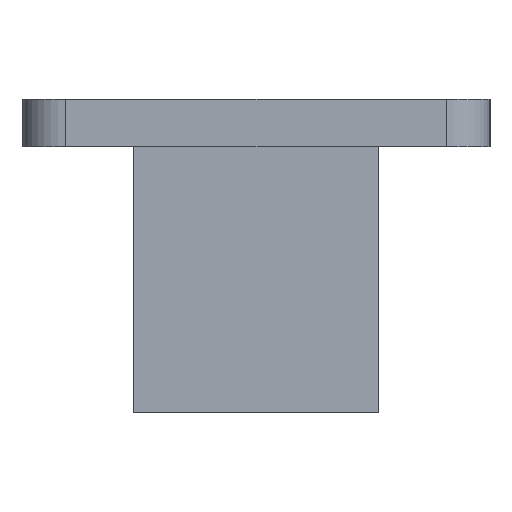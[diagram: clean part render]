
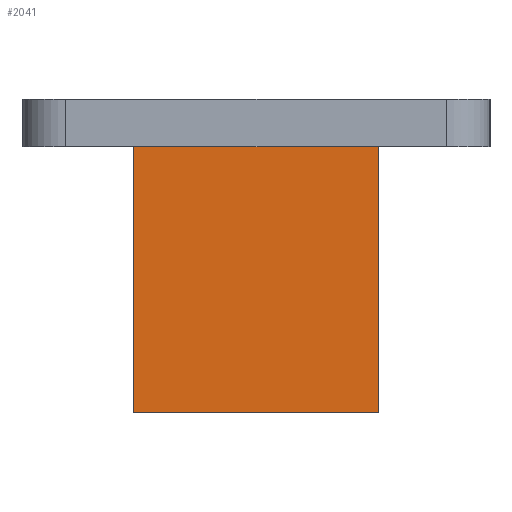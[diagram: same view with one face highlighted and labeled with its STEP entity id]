
A CAD part, left-side view. The second image highlights one B-rep face of the part: STEP entity #2041.
In plain terms, the highlighted planar face has unit normal (-1, 0, 0).
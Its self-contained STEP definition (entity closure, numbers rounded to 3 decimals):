
#2016 = VERTEX_POINT('',#2017);
#2017 = CARTESIAN_POINT('',(-4.2,-4.2,9.1));
#2023 = EDGE_CURVE('',#2024,#2016,#2026,.T.);
#2024 = VERTEX_POINT('',#2025);
#2025 = CARTESIAN_POINT('',(-4.2,-4.2,0.));
#2026 = LINE('',#2027,#2028);
#2027 = CARTESIAN_POINT('',(-4.2,-4.2,0.));
#2028 = VECTOR('',#2029,1.);
#2029 = DIRECTION('',(0.,0.,1.));
#2041 = ADVANCED_FACE('',(#2042),#2067,.T.);
#2042 = FACE_BOUND('',#2043,.T.);
#2043 = EDGE_LOOP('',(#2044,#2045,#2053,#2061));
#2044 = ORIENTED_EDGE('',*,*,#2023,.T.);
#2045 = ORIENTED_EDGE('',*,*,#2046,.T.);
#2046 = EDGE_CURVE('',#2016,#2047,#2049,.T.);
#2047 = VERTEX_POINT('',#2048);
#2048 = CARTESIAN_POINT('',(-4.2,4.2,9.1));
#2049 = LINE('',#2050,#2051);
#2050 = CARTESIAN_POINT('',(-4.2,-4.2,9.1));
#2051 = VECTOR('',#2052,1.);
#2052 = DIRECTION('',(0.,1.,0.));
#2053 = ORIENTED_EDGE('',*,*,#2054,.F.);
#2054 = EDGE_CURVE('',#2055,#2047,#2057,.T.);
#2055 = VERTEX_POINT('',#2056);
#2056 = CARTESIAN_POINT('',(-4.2,4.2,0.));
#2057 = LINE('',#2058,#2059);
#2058 = CARTESIAN_POINT('',(-4.2,4.2,0.));
#2059 = VECTOR('',#2060,1.);
#2060 = DIRECTION('',(0.,0.,1.));
#2061 = ORIENTED_EDGE('',*,*,#2062,.F.);
#2062 = EDGE_CURVE('',#2024,#2055,#2063,.T.);
#2063 = LINE('',#2064,#2065);
#2064 = CARTESIAN_POINT('',(-4.2,-4.2,0.));
#2065 = VECTOR('',#2066,1.);
#2066 = DIRECTION('',(0.,1.,0.));
#2067 = PLANE('',#2068);
#2068 = AXIS2_PLACEMENT_3D('',#2069,#2070,#2071);
#2069 = CARTESIAN_POINT('',(-4.2,-4.2,0.));
#2070 = DIRECTION('',(-1.,0.,0.));
#2071 = DIRECTION('',(0.,1.,0.));
